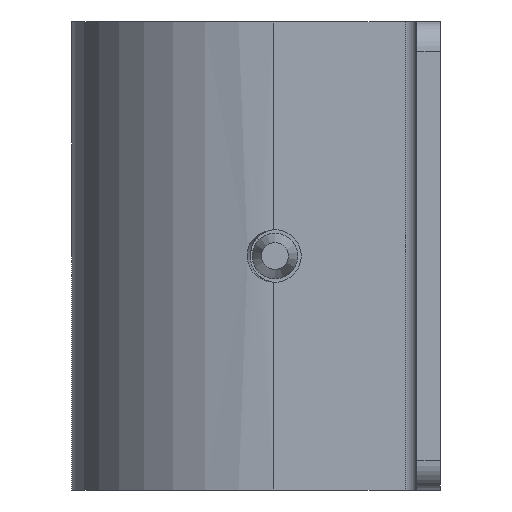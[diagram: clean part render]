
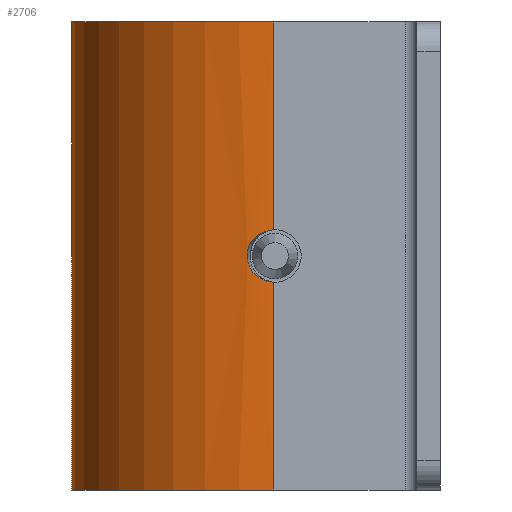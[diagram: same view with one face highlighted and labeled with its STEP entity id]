
A CAD part, left-side view. The second image highlights one B-rep face of the part: STEP entity #2706.
In plain terms, the highlighted cylindrical face has radius 17.25 mm (diameter 34.5 mm), a partial arc.
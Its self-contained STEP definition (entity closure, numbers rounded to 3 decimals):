
#58=B_SPLINE_CURVE_WITH_KNOTS('',3,(#4116,#4117,#4118,#4119,#4120,#4121,
#4122,#4123,#4124,#4125,#4126,#4127,#4128,#4129,#4130,#4131,#4132,#4133,
#4134,#4135,#4136,#4137),.UNSPECIFIED.,.F.,.F.,(4,2,2,2,2,2,2,2,2,2,4),
(-0.499,-0.47,-0.443,-0.409,
-0.393,-0.376,-0.352,-0.261,
-0.187,-0.108,0.),.UNSPECIFIED.);
#60=B_SPLINE_CURVE_WITH_KNOTS('',3,(#4222,#4223,#4224,#4225,#4226,#4227,
#4228,#4229,#4230,#4231,#4232,#4233,#4234,#4235,#4236,#4237,#4238,#4239,
#4240,#4241,#4242,#4243),.UNSPECIFIED.,.F.,.F.,(4,2,2,2,2,2,2,2,2,2,4),
(-0.5,-0.471,-0.443,-0.409,
-0.393,-0.377,-0.353,-0.262,
-0.188,-0.109,0.),.UNSPECIFIED.);
#252=FACE_OUTER_BOUND('',#423,.T.);
#423=EDGE_LOOP('',(#1913,#1914,#1915,#1916,#1917,#1918,#1919,#1920));
#588=LINE('',#3986,#797);
#589=LINE('',#3987,#798);
#610=LINE('',#4251,#819);
#611=LINE('',#4252,#820);
#797=VECTOR('',#3224,1000.);
#798=VECTOR('',#3225,1000.);
#819=VECTOR('',#3300,1000.);
#820=VECTOR('',#3301,1000.);
#1013=CIRCLE('',#2936,17.25);
#1015=CIRCLE('',#2939,17.25);
#1129=VERTEX_POINT('',#3930);
#1130=VERTEX_POINT('',#3931);
#1141=VERTEX_POINT('',#3959);
#1142=VERTEX_POINT('',#3960);
#1147=VERTEX_POINT('',#3971);
#1152=VERTEX_POINT('',#3982);
#1166=VERTEX_POINT('',#4140);
#1168=VERTEX_POINT('',#4247);
#1411=EDGE_CURVE('',#1147,#1142,#588,.T.);
#1412=EDGE_CURVE('',#1141,#1152,#589,.T.);
#1440=EDGE_CURVE('',#1129,#1130,#58,.T.);
#1443=EDGE_CURVE('',#1166,#1152,#1013,.T.);
#1445=EDGE_CURVE('',#1141,#1142,#60,.T.);
#1448=EDGE_CURVE('',#1147,#1168,#1015,.T.);
#1449=EDGE_CURVE('',#1168,#1129,#610,.T.);
#1450=EDGE_CURVE('',#1130,#1166,#611,.T.);
#1913=ORIENTED_EDGE('',*,*,#1411,.F.);
#1914=ORIENTED_EDGE('',*,*,#1448,.T.);
#1915=ORIENTED_EDGE('',*,*,#1449,.T.);
#1916=ORIENTED_EDGE('',*,*,#1440,.T.);
#1917=ORIENTED_EDGE('',*,*,#1450,.T.);
#1918=ORIENTED_EDGE('',*,*,#1443,.T.);
#1919=ORIENTED_EDGE('',*,*,#1412,.F.);
#1920=ORIENTED_EDGE('',*,*,#1445,.T.);
#2641=CYLINDRICAL_SURFACE('',#2940,17.25);
#2706=ADVANCED_FACE('',(#252),#2641,.T.);
#2936=AXIS2_PLACEMENT_3D('',#4143,#3289,#3290);
#2939=AXIS2_PLACEMENT_3D('',#4249,#3296,#3297);
#2940=AXIS2_PLACEMENT_3D('',#4250,#3298,#3299);
#3224=DIRECTION('',(0.,0.,-1.));
#3225=DIRECTION('',(0.,0.,-1.));
#3289=DIRECTION('center_axis',(0.,0.,1.));
#3290=DIRECTION('ref_axis',(1.,0.,0.));
#3296=DIRECTION('center_axis',(0.,0.,-1.));
#3297=DIRECTION('ref_axis',(-1.,0.,0.));
#3298=DIRECTION('center_axis',(0.,0.,-1.));
#3299=DIRECTION('ref_axis',(-1.,0.,0.));
#3300=DIRECTION('',(0.,0.,-1.));
#3301=DIRECTION('',(0.,0.,-1.));
#3930=CARTESIAN_POINT('',(87.7,14.25,2.247));
#3931=CARTESIAN_POINT('',(87.7,14.25,-2.247));
#3959=CARTESIAN_POINT('',(53.2,14.25,-2.248));
#3960=CARTESIAN_POINT('',(53.2,14.25,2.248));
#3971=CARTESIAN_POINT('',(53.2,14.25,20.));
#3982=CARTESIAN_POINT('',(53.2,14.25,-20.));
#3986=CARTESIAN_POINT('',(53.2,14.25,20.));
#3987=CARTESIAN_POINT('',(53.2,14.25,20.));
#4116=CARTESIAN_POINT('Ctrl Pts',(87.7,14.25,2.247));
#4117=CARTESIAN_POINT('Ctrl Pts',(87.7,14.492,2.229));
#4118=CARTESIAN_POINT('Ctrl Pts',(87.695,14.73,2.184));
#4119=CARTESIAN_POINT('Ctrl Pts',(87.677,15.176,2.028));
#4120=CARTESIAN_POINT('Ctrl Pts',(87.664,15.377,1.923));
#4121=CARTESIAN_POINT('Ctrl Pts',(87.633,15.788,1.621));
#4122=CARTESIAN_POINT('Ctrl Pts',(87.613,15.992,1.407));
#4123=CARTESIAN_POINT('Ctrl Pts',(87.588,16.217,1.062));
#4124=CARTESIAN_POINT('Ctrl Pts',(87.58,16.278,0.945));
#4125=CARTESIAN_POINT('Ctrl Pts',(87.568,16.379,0.695));
#4126=CARTESIAN_POINT('Ctrl Pts',(87.563,16.418,0.565));
#4127=CARTESIAN_POINT('Ctrl Pts',(87.555,16.48,0.238));
#4128=CARTESIAN_POINT('Ctrl Pts',(87.555,16.482,0.079));
#4129=CARTESIAN_POINT('Ctrl Pts',(87.555,16.482,-0.305));
#4130=CARTESIAN_POINT('Ctrl Pts',(87.561,16.438,-0.609));
#4131=CARTESIAN_POINT('Ctrl Pts',(87.586,16.233,-1.119));
#4132=CARTESIAN_POINT('Ctrl Pts',(87.601,16.101,-1.32));
#4133=CARTESIAN_POINT('Ctrl Pts',(87.636,15.746,-1.681));
#4134=CARTESIAN_POINT('Ctrl Pts',(87.654,15.527,-1.826));
#4135=CARTESIAN_POINT('Ctrl Pts',(87.688,14.966,-2.092));
#4136=CARTESIAN_POINT('Ctrl Pts',(87.7,14.606,-2.188));
#4137=CARTESIAN_POINT('Ctrl Pts',(87.7,14.25,-2.247));
#4140=CARTESIAN_POINT('',(87.7,14.25,-20.));
#4143=CARTESIAN_POINT('Origin',(70.45,14.25,-20.));
#4222=CARTESIAN_POINT('Ctrl Pts',(53.2,14.25,-2.248));
#4223=CARTESIAN_POINT('Ctrl Pts',(53.2,14.494,-2.23));
#4224=CARTESIAN_POINT('Ctrl Pts',(53.205,14.735,-2.185));
#4225=CARTESIAN_POINT('Ctrl Pts',(53.224,15.184,-2.028));
#4226=CARTESIAN_POINT('Ctrl Pts',(53.236,15.387,-1.923));
#4227=CARTESIAN_POINT('Ctrl Pts',(53.268,15.799,-1.62));
#4228=CARTESIAN_POINT('Ctrl Pts',(53.289,16.002,-1.407));
#4229=CARTESIAN_POINT('Ctrl Pts',(53.313,16.227,-1.061));
#4230=CARTESIAN_POINT('Ctrl Pts',(53.321,16.288,-0.945));
#4231=CARTESIAN_POINT('Ctrl Pts',(53.333,16.389,-0.695));
#4232=CARTESIAN_POINT('Ctrl Pts',(53.338,16.427,-0.565));
#4233=CARTESIAN_POINT('Ctrl Pts',(53.346,16.489,-0.238));
#4234=CARTESIAN_POINT('Ctrl Pts',(53.346,16.492,-0.079));
#4235=CARTESIAN_POINT('Ctrl Pts',(53.346,16.492,0.305));
#4236=CARTESIAN_POINT('Ctrl Pts',(53.34,16.448,0.61));
#4237=CARTESIAN_POINT('Ctrl Pts',(53.315,16.243,1.121));
#4238=CARTESIAN_POINT('Ctrl Pts',(53.3,16.112,1.322));
#4239=CARTESIAN_POINT('Ctrl Pts',(53.265,15.757,1.682));
#4240=CARTESIAN_POINT('Ctrl Pts',(53.247,15.539,1.826));
#4241=CARTESIAN_POINT('Ctrl Pts',(53.212,14.975,2.094));
#4242=CARTESIAN_POINT('Ctrl Pts',(53.2,14.61,2.189));
#4243=CARTESIAN_POINT('Ctrl Pts',(53.2,14.25,2.248));
#4247=CARTESIAN_POINT('',(87.7,14.25,20.));
#4249=CARTESIAN_POINT('Origin',(70.45,14.25,20.));
#4250=CARTESIAN_POINT('Origin',(70.45,14.25,54.258));
#4251=CARTESIAN_POINT('',(87.7,14.25,20.));
#4252=CARTESIAN_POINT('',(87.7,14.25,20.));
